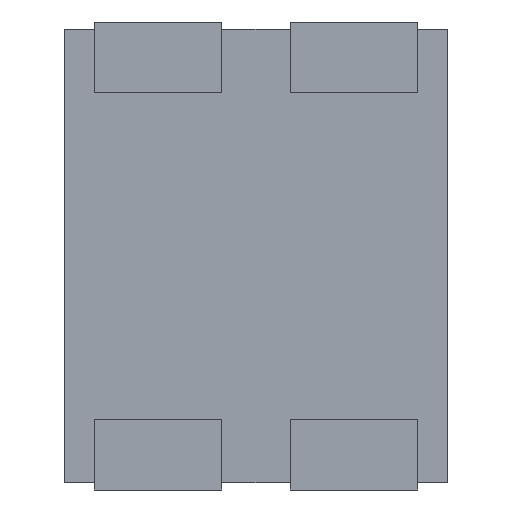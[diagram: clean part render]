
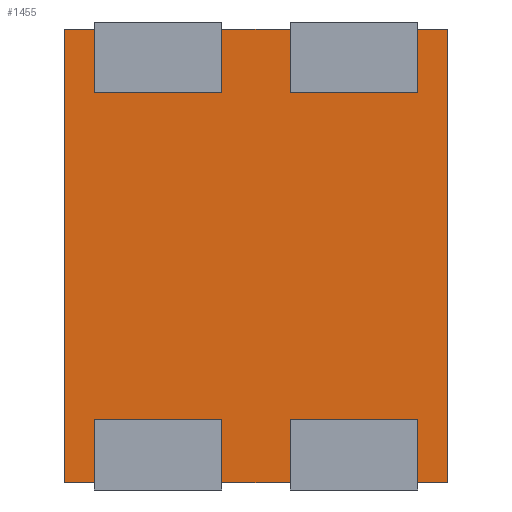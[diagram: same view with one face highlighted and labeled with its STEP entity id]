
A CAD part, front view. The second image highlights one B-rep face of the part: STEP entity #1455.
In plain terms, the highlighted planar face has unit normal (0, -1, 0).
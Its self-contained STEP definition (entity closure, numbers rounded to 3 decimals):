
#1308 = CARTESIAN_POINT ( 'NONE',  ( 1.35, 0.05, 1.6 ) ) ;
#1309 = VERTEX_POINT ( 'NONE', #1308 ) ;
#1310 = CARTESIAN_POINT ( 'NONE',  ( 1.35, 0.05, -1.6 ) ) ;
#1311 = VERTEX_POINT ( 'NONE', #1310 ) ;
#1312 = CARTESIAN_POINT ( 'NONE',  ( 1.35, 0.05, 1.6 ) ) ;
#1313 = DIRECTION ( 'NONE',  ( 0., 0., -1. ) ) ;
#1314 = VECTOR ( 'NONE', #1313, 1000. ) ;
#1315 = LINE ( 'NONE', #1312, #1314 ) ;
#1316 = EDGE_CURVE ( 'NONE', #1309, #1311, #1315, .T. ) ;
#1348 = CARTESIAN_POINT ( 'NONE',  ( -1.35, 0.05, -1.6 ) ) ;
#1349 = VERTEX_POINT ( 'NONE', #1348 ) ;
#1350 = CARTESIAN_POINT ( 'NONE',  ( -1.35, 0.05, -1.6 ) ) ;
#1351 = DIRECTION ( 'NONE',  ( -1., 0., 0. ) ) ;
#1352 = VECTOR ( 'NONE', #1351, 1000. ) ;
#1353 = LINE ( 'NONE', #1350, #1352 ) ;
#1354 = EDGE_CURVE ( 'NONE', #1311, #1349, #1353, .T. ) ;
#1379 = CARTESIAN_POINT ( 'NONE',  ( -1.35, 0.05, 1.6 ) ) ;
#1380 = VERTEX_POINT ( 'NONE', #1379 ) ;
#1381 = CARTESIAN_POINT ( 'NONE',  ( -1.35, 0.05, 1.6 ) ) ;
#1382 = DIRECTION ( 'NONE',  ( 0., 0., 1. ) ) ;
#1383 = VECTOR ( 'NONE', #1382, 1000. ) ;
#1384 = LINE ( 'NONE', #1381, #1383 ) ;
#1385 = EDGE_CURVE ( 'NONE', #1349, #1380, #1384, .T. ) ;
#1410 = CARTESIAN_POINT ( 'NONE',  ( -1.35, 0.05, 1.6 ) ) ;
#1411 = DIRECTION ( 'NONE',  ( 1., 0., 0. ) ) ;
#1412 = VECTOR ( 'NONE', #1411, 1000. ) ;
#1413 = LINE ( 'NONE', #1410, #1412 ) ;
#1414 = EDGE_CURVE ( 'NONE', #1380, #1309, #1413, .T. ) ;
#1444 = ORIENTED_EDGE ( 'NONE', *, *, #1316, .F. ) ;
#1445 = ORIENTED_EDGE ( 'NONE', *, *, #1414, .F. ) ;
#1446 = ORIENTED_EDGE ( 'NONE', *, *, #1385, .F. ) ;
#1447 = ORIENTED_EDGE ( 'NONE', *, *, #1354, .F. ) ;
#1448 = EDGE_LOOP ( 'NONE', ( #1444, #1445, #1446, #1447 ) ) ;
#1449 = FACE_OUTER_BOUND ( 'NONE', #1448, .T. ) ;
#1450 = CARTESIAN_POINT ( 'NONE',  ( 0., 0.05, 0. ) ) ;
#1451 = DIRECTION ( 'NONE',  ( 0., -1., 0. ) ) ;
#1452 = DIRECTION ( 'NONE',  ( 0., 0., -1. ) ) ;
#1453 = AXIS2_PLACEMENT_3D ( 'NONE', #1450, #1451, #1452 ) ;
#1454 = PLANE ( 'NONE', #1453 ) ;
#1455 = ADVANCED_FACE ( 'NONE', ( #1449 ), #1454, .T. ) ;
